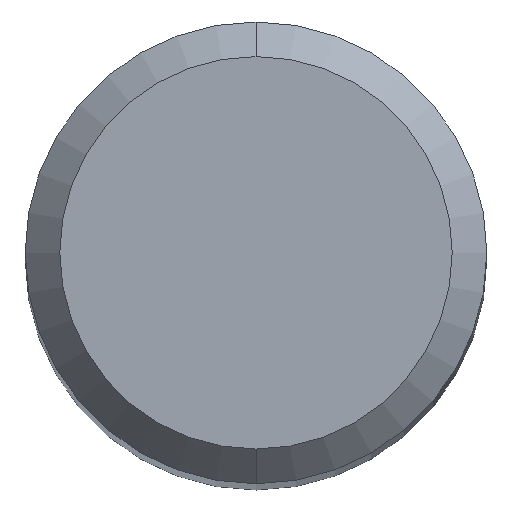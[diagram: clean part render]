
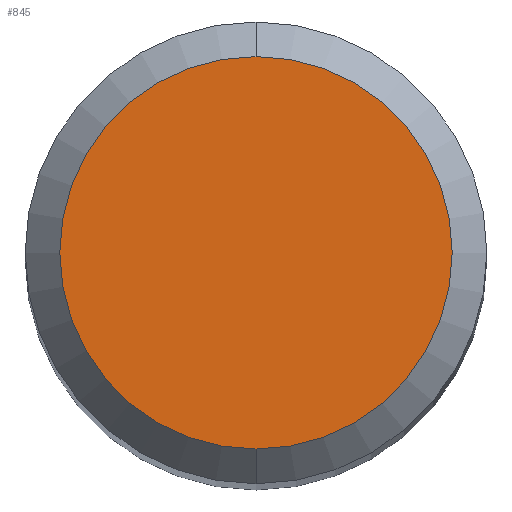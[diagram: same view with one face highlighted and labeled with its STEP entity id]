
A CAD part, top view. The second image highlights one B-rep face of the part: STEP entity #845.
In plain terms, the highlighted planar face has unit normal (0, 0, 1).
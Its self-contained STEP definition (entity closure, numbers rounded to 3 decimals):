
#529=EDGE_CURVE('',#781,#749,#1212,.T.);
#749=VERTEX_POINT('',#1449);
#781=VERTEX_POINT('',#1484);
#845=ADVANCED_FACE('',(#1555),#1556,.T.);
#893=EDGE_CURVE('',#749,#781,#1605,.T.);
#1212=CIRCLE('',#2608,1.7);
#1449=CARTESIAN_POINT('',(0.,-1.7,0.0));
#1484=CARTESIAN_POINT('',(0.0,1.7,0.0));
#1555=FACE_OUTER_BOUND('',#3873,.T.);
#1556=PLANE('',#3874);
#1605=CIRCLE('',#4070,1.7);
#2608=AXIS2_PLACEMENT_3D('',#4718,#4719,#4720);
#3873=EDGE_LOOP('',(#5065,#5066));
#3874=AXIS2_PLACEMENT_3D('',#5067,#5068,#5069);
#4070=AXIS2_PLACEMENT_3D('',#5097,#5098,#5099);
#4718=CARTESIAN_POINT('',(0.0,0.0,0.0));
#4719=DIRECTION('',(0.0,0.0,-1.0));
#4720=DIRECTION('',(0.0,1.0,0.0));
#5065=ORIENTED_EDGE('',*,*,#529,.F.);
#5066=ORIENTED_EDGE('',*,*,#893,.F.);
#5067=CARTESIAN_POINT('',(0.0,0.85,0.0));
#5068=DIRECTION('',(-0.0,0.0,1.0));
#5069=DIRECTION('',(0.0,-1.0,0.0));
#5097=CARTESIAN_POINT('',(0.0,0.0,0.0));
#5098=DIRECTION('',(0.0,0.0,-1.0));
#5099=DIRECTION('',(0.0,1.0,0.0));
